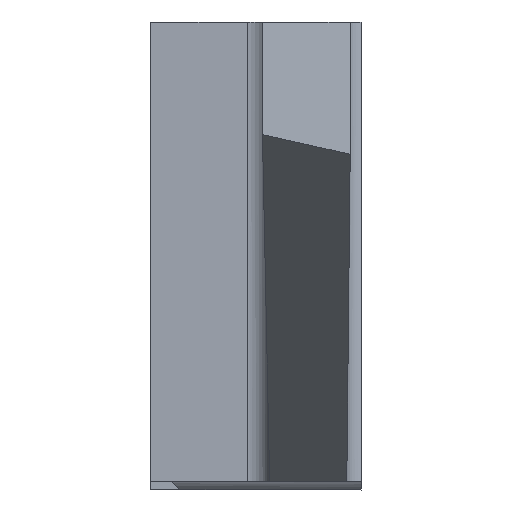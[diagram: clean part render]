
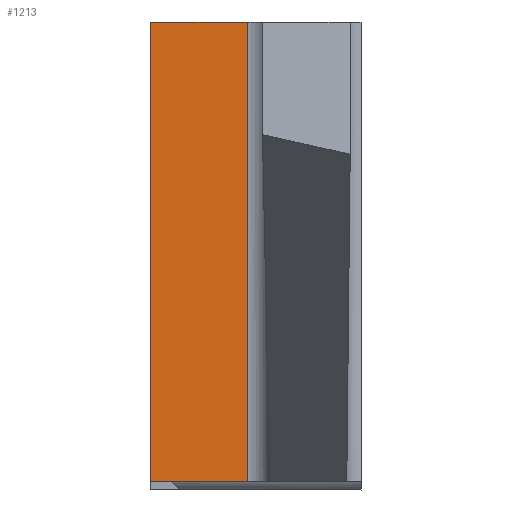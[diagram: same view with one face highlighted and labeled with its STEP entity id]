
A CAD part, front view. The second image highlights one B-rep face of the part: STEP entity #1213.
In plain terms, the highlighted planar face has unit normal (-0.018, -1, 0).
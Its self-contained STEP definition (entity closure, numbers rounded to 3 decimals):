
#240=CARTESIAN_POINT('',(0.,-4.295,1.));
#241=VERTEX_POINT('',#240);
#252=CARTESIAN_POINT('',(0.,-4.295,-6.85));
#253=DIRECTION('',(0.,0.,1.));
#254=VECTOR('',#253,7.85);
#255=LINE('',#252,#254);
#256=CARTESIAN_POINT('',(0.,-4.295,-6.85));
#257=VERTEX_POINT('',#256);
#258=EDGE_CURVE('',#257,#241,#255,.T.);
#600=CARTESIAN_POINT('',(1.651,-4.324,-6.85));
#601=DIRECTION('',(-1.,0.017,0.));
#602=VECTOR('',#601,1.652);
#603=LINE('',#600,#602);
#604=CARTESIAN_POINT('',(1.651,-4.324,-6.85));
#605=VERTEX_POINT('',#604);
#606=EDGE_CURVE('',#605,#257,#603,.T.);
#895=CARTESIAN_POINT('',(1.651,-4.324,-6.85));
#896=DIRECTION('',(0.,0.,1.));
#897=VECTOR('',#896,7.85);
#898=LINE('',#895,#897);
#899=CARTESIAN_POINT('',(1.651,-4.324,1.));
#900=VERTEX_POINT('',#899);
#901=EDGE_CURVE('',#605,#900,#898,.T.);
#1165=CARTESIAN_POINT('',(0.426,-4.303,-3.4));
#1166=DIRECTION('',(0.017,1.,0.));
#1167=DIRECTION('',(0.,0.,1.));
#1168=AXIS2_PLACEMENT_3D('',#1165,#1166,#1167);
#1169=PLANE('',#1168);
#1170=ORIENTED_EDGE('Edge 131',*,*,#258,.F.);
#1179=CARTESIAN_POINT('',(0.,-4.295,1.));
#1180=DIRECTION('',(1.,-0.017,0.));
#1181=VECTOR('',#1180,1.652);
#1182=LINE('',#1179,#1181);
#1183=EDGE_CURVE('',#241,#900,#1182,.T.);
#1184=ORIENTED_EDGE('Edge 222',*,*,#1183,.F.);
#1193=ORIENTED_EDGE('Edge 1141',*,*,#901,.T.);
#1202=ORIENTED_EDGE('Edge 1129',*,*,#606,.F.);
#1211=EDGE_LOOP('',(#1202,#1193,#1184,#1170));
#1212=FACE_OUTER_BOUND('Loop 1130',#1211,.T.);
#1213=ADVANCED_FACE('Face 1131',(#1212),#1169,.F.);
